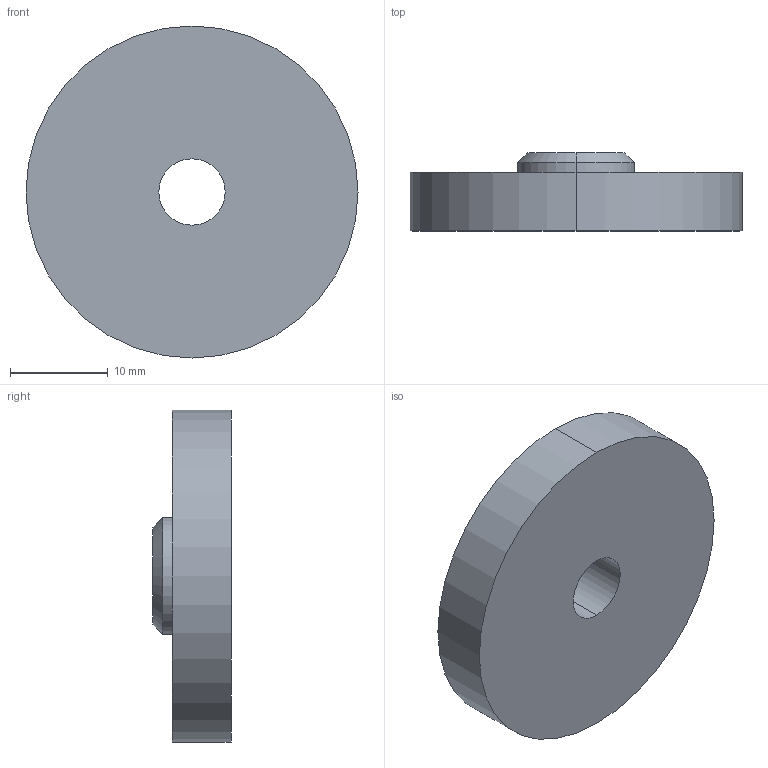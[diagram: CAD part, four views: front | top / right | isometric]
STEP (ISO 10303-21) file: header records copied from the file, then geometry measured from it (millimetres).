
FILE_DESCRIPTION (( 'STEP AP214' ), '1' );
FILE_NAME ('ASM_120_P_12_Entretoise_ressort_4.STEP', '2020-06-04T10:17:28', ( '' ), ( '' ), 'SwSTEP 2.0', 'SolidWorks 2018', '' );
FILE_SCHEMA (( 'AUTOMOTIVE_DESIGN' ));
Length unit declared in the file: millimetre
Products named in the file (1): ASM_120_P_12_Entretoise_ressort_4
Bounding box: 34 x 8 x 34 mm (x, y, z)
Volume: 3594.3 mm3; surface area: 2968.9 mm2
Topology: 1 solids, 1 shells, 18 faces, 36 edges, 22 vertices
Faces by surface type: cylinder 8, torus 4, plane 4, cone 2
Entity records: 538 total; most frequent: DIRECTION 100, CARTESIAN_POINT 77, ORIENTED_EDGE 72, AXIS2_PLACEMENT_3D 45, EDGE_CURVE 36, CIRCLE 26, VERTEX_POINT 22, EDGE_LOOP 22
